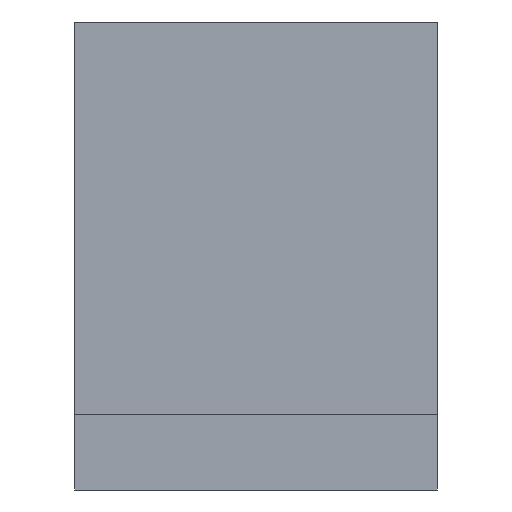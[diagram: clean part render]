
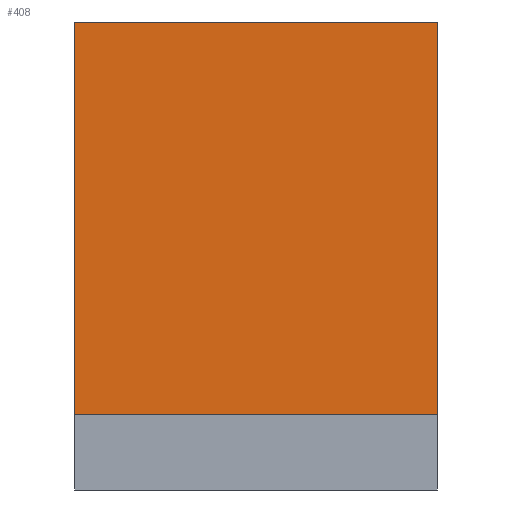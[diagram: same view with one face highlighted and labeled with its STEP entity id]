
A CAD part, front view. The second image highlights one B-rep face of the part: STEP entity #408.
In plain terms, the highlighted planar face has unit normal (0, -1, 0).
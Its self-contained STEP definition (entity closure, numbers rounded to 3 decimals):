
#50=FACE_OUTER_BOUND('',#73,.T.);
#73=EDGE_LOOP('',(#330,#331,#332,#333));
#85=LINE('',#582,#131);
#113=LINE('',#657,#159);
#124=LINE('',#678,#170);
#125=LINE('',#679,#171);
#131=VECTOR('',#472,10.);
#159=VECTOR('',#542,10.);
#170=VECTOR('',#561,10.);
#171=VECTOR('',#562,10.);
#177=VERTEX_POINT('',#579);
#178=VERTEX_POINT('',#581);
#203=VERTEX_POINT('',#654);
#204=VERTEX_POINT('',#656);
#213=EDGE_CURVE('',#177,#178,#85,.T.);
#249=EDGE_CURVE('',#203,#204,#113,.T.);
#260=EDGE_CURVE('',#177,#204,#124,.T.);
#261=EDGE_CURVE('',#178,#203,#125,.T.);
#330=ORIENTED_EDGE('',*,*,#260,.T.);
#331=ORIENTED_EDGE('',*,*,#249,.F.);
#332=ORIENTED_EDGE('',*,*,#261,.F.);
#333=ORIENTED_EDGE('',*,*,#213,.F.);
#387=PLANE('',#461);
#408=ADVANCED_FACE('',(#50),#387,.T.);
#461=AXIS2_PLACEMENT_3D('',#677,#559,#560);
#472=DIRECTION('',(-1.,0.,0.));
#542=DIRECTION('',(1.,0.,0.));
#559=DIRECTION('center_axis',(0.,-1.,0.));
#560=DIRECTION('ref_axis',(1.,0.,0.));
#561=DIRECTION('',(0.,0.,1.));
#562=DIRECTION('',(0.,0.,1.));
#579=CARTESIAN_POINT('',(-20.,-10.,-1.5));
#581=CARTESIAN_POINT('',(-32.,-10.,-1.5));
#582=CARTESIAN_POINT('',(-20.,-10.,-1.5));
#654=CARTESIAN_POINT('',(-32.,-10.,11.5));
#656=CARTESIAN_POINT('',(-20.,-10.,11.5));
#657=CARTESIAN_POINT('',(-32.,-10.,11.5));
#677=CARTESIAN_POINT('Origin',(-32.,-10.,2.5));
#678=CARTESIAN_POINT('',(-20.,-10.,2.5));
#679=CARTESIAN_POINT('',(-32.,-10.,2.5));
